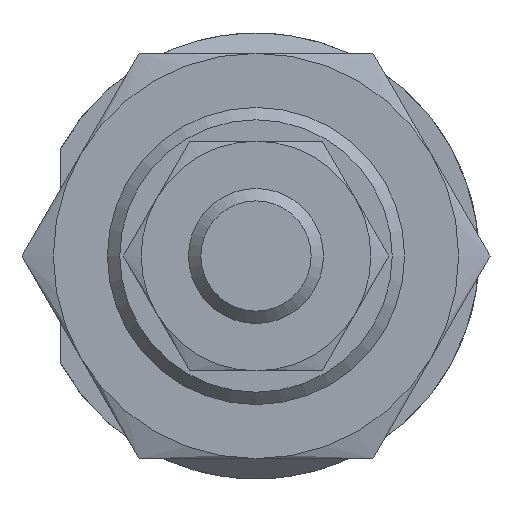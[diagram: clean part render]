
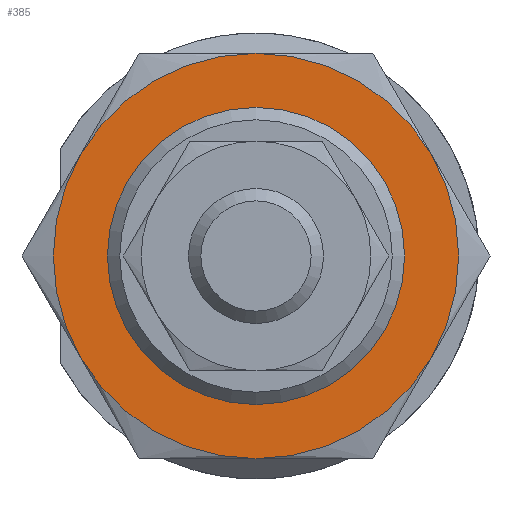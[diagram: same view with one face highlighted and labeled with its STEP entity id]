
A CAD part, left-side view. The second image highlights one B-rep face of the part: STEP entity #385.
In plain terms, the highlighted planar face has unit normal (-1, 0, 0).
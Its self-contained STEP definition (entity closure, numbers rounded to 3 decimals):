
#385 = ADVANCED_FACE( '', ( #754, #755 ), #756, .F. );
#754 = FACE_OUTER_BOUND( '', #1152, .T. );
#755 = FACE_BOUND( '', #1153, .T. );
#756 = PLANE( '', #1154 );
#1152 = EDGE_LOOP( '', ( #1833, #1834, #1835, #1836, #1837, #1838 ) );
#1153 = EDGE_LOOP( '', ( #1839 ) );
#1154 = AXIS2_PLACEMENT_3D( '', #1840, #1841, #1842 );
#1833 = ORIENTED_EDGE( '', *, *, #2507, .F. );
#1834 = ORIENTED_EDGE( '', *, *, #2508, .F. );
#1835 = ORIENTED_EDGE( '', *, *, #2325, .F. );
#1836 = ORIENTED_EDGE( '', *, *, #2353, .F. );
#1837 = ORIENTED_EDGE( '', *, *, #2509, .F. );
#1838 = ORIENTED_EDGE( '', *, *, #2496, .F. );
#1839 = ORIENTED_EDGE( '', *, *, #2510, .T. );
#1840 = CARTESIAN_POINT( '', ( 0., 0., 0. ) );
#1841 = DIRECTION( '', ( 1., 0., 0. ) );
#1842 = DIRECTION( '', ( 0., 0., -1. ) );
#2325 = EDGE_CURVE( '', #2729, #2730, #2731, .T. );
#2353 = EDGE_CURVE( '', #2780, #2729, #2781, .T. );
#2496 = EDGE_CURVE( '', #2914, #2988, #2989, .T. );
#2507 = EDGE_CURVE( '', #3001, #2914, #3002, .T. );
#2508 = EDGE_CURVE( '', #2730, #3001, #3003, .T. );
#2509 = EDGE_CURVE( '', #2988, #2780, #3004, .T. );
#2510 = EDGE_CURVE( '', #3005, #3005, #3006, .T. );
#2729 = VERTEX_POINT( '', #3298 );
#2730 = VERTEX_POINT( '', #3299 );
#2731 = CIRCLE( '', #3300, 15. );
#2780 = VERTEX_POINT( '', #3371 );
#2781 = CIRCLE( '', #3372, 15. );
#2914 = VERTEX_POINT( '', #3580 );
#2988 = VERTEX_POINT( '', #3727 );
#2989 = CIRCLE( '', #3728, 15. );
#3001 = VERTEX_POINT( '', #3761 );
#3002 = CIRCLE( '', #3762, 15. );
#3003 = CIRCLE( '', #3763, 15. );
#3004 = CIRCLE( '', #3764, 15. );
#3005 = VERTEX_POINT( '', #3765 );
#3006 = CIRCLE( '', #3766, 11. );
#3298 = CARTESIAN_POINT( '', ( 0., -12.99, -7.5 ) );
#3299 = CARTESIAN_POINT( '', ( 0., 0., -15. ) );
#3300 = AXIS2_PLACEMENT_3D( '', #4029, #4030, #4031 );
#3371 = CARTESIAN_POINT( '', ( 0., -12.99, 7.5 ) );
#3372 = AXIS2_PLACEMENT_3D( '', #4074, #4075, #4076 );
#3580 = CARTESIAN_POINT( '', ( 0., 12.99, 7.5 ) );
#3727 = CARTESIAN_POINT( '', ( 0., 0., 15. ) );
#3728 = AXIS2_PLACEMENT_3D( '', #4220, #4221, #4222 );
#3761 = CARTESIAN_POINT( '', ( 0., 12.99, -7.5 ) );
#3762 = AXIS2_PLACEMENT_3D( '', #4223, #4224, #4225 );
#3763 = AXIS2_PLACEMENT_3D( '', #4226, #4227, #4228 );
#3764 = AXIS2_PLACEMENT_3D( '', #4229, #4230, #4231 );
#3765 = CARTESIAN_POINT( '', ( 0., 0., -11. ) );
#3766 = AXIS2_PLACEMENT_3D( '', #4232, #4233, #4234 );
#4029 = CARTESIAN_POINT( '', ( 0., 0., 0. ) );
#4030 = DIRECTION( '', ( 1., 0., 0. ) );
#4031 = DIRECTION( '', ( 0., 0., -1. ) );
#4074 = CARTESIAN_POINT( '', ( 0., 0., 0. ) );
#4075 = DIRECTION( '', ( 1., 0., 0. ) );
#4076 = DIRECTION( '', ( 0., 0., -1. ) );
#4220 = CARTESIAN_POINT( '', ( 0., 0., 0. ) );
#4221 = DIRECTION( '', ( 1., 0., 0. ) );
#4222 = DIRECTION( '', ( 0., 0., -1. ) );
#4223 = CARTESIAN_POINT( '', ( 0., 0., 0. ) );
#4224 = DIRECTION( '', ( 1., 0., 0. ) );
#4225 = DIRECTION( '', ( 0., 0., -1. ) );
#4226 = CARTESIAN_POINT( '', ( 0., 0., 0. ) );
#4227 = DIRECTION( '', ( 1., 0., 0. ) );
#4228 = DIRECTION( '', ( 0., 0., -1. ) );
#4229 = CARTESIAN_POINT( '', ( 0., 0., 0. ) );
#4230 = DIRECTION( '', ( 1., 0., 0. ) );
#4231 = DIRECTION( '', ( 0., 0., -1. ) );
#4232 = CARTESIAN_POINT( '', ( 0., 0., 0. ) );
#4233 = DIRECTION( '', ( 1., 0., 0. ) );
#4234 = DIRECTION( '', ( 0., 0., -1. ) );
